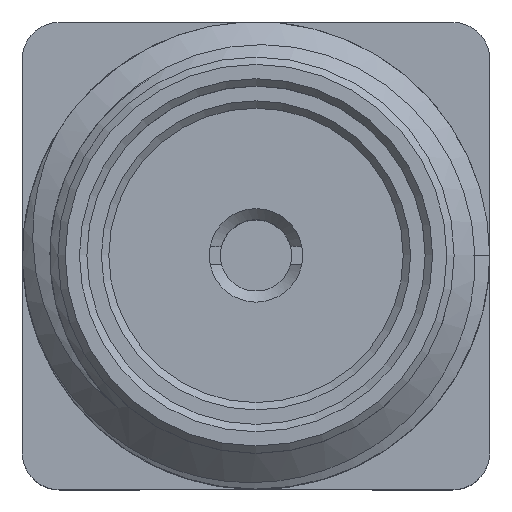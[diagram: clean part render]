
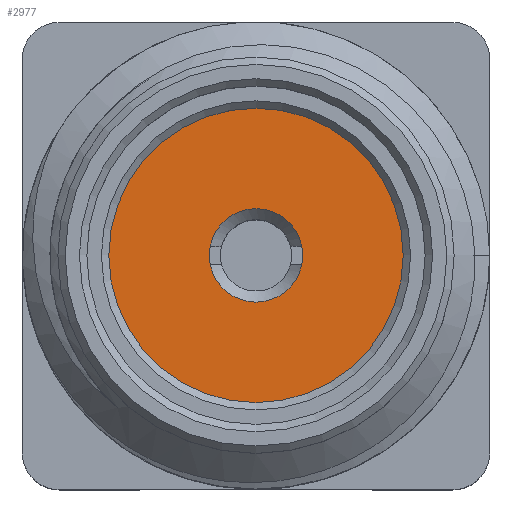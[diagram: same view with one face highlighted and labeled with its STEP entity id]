
A CAD part, top view. The second image highlights one B-rep face of the part: STEP entity #2977.
In plain terms, the highlighted planar face has unit normal (0, 0, 1).
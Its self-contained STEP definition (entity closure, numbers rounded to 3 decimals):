
#2957 = VERTEX_POINT('',#2958);
#2958 = CARTESIAN_POINT('',(2.,0.,7.218));
#2966 = EDGE_CURVE('',#2957,#2957,#2967,.T.);
#2967 = CIRCLE('',#2968,2.);
#2968 = AXIS2_PLACEMENT_3D('',#2969,#2970,#2971);
#2969 = CARTESIAN_POINT('',(0.,0.,7.218));
#2970 = DIRECTION('',(0.,0.,-1.));
#2971 = DIRECTION('',(1.,0.,0.));
#2977 = ADVANCED_FACE('',(#2978,#2981),#3028,.T.);
#2978 = FACE_BOUND('',#2979,.T.);
#2979 = EDGE_LOOP('',(#2980));
#2980 = ORIENTED_EDGE('',*,*,#2966,.F.);
#2981 = FACE_BOUND('',#2982,.T.);
#2982 = EDGE_LOOP('',(#2983,#2994,#3003,#3012,#3021));
#2983 = ORIENTED_EDGE('',*,*,#2984,.F.);
#2984 = EDGE_CURVE('',#2985,#2987,#2989,.T.);
#2985 = VERTEX_POINT('',#2986);
#2986 = CARTESIAN_POINT('',(0.635,0.,7.218));
#2987 = VERTEX_POINT('',#2988);
#2988 = CARTESIAN_POINT('',(0.623,0.125,7.218));
#2989 = CIRCLE('',#2990,0.635);
#2990 = AXIS2_PLACEMENT_3D('',#2991,#2992,#2993);
#2991 = CARTESIAN_POINT('',(0.,0.,7.218));
#2992 = DIRECTION('',(0.,0.,1.));
#2993 = DIRECTION('',(1.,0.,0.));
#2994 = ORIENTED_EDGE('',*,*,#2995,.F.);
#2995 = EDGE_CURVE('',#2996,#2985,#2998,.T.);
#2996 = VERTEX_POINT('',#2997);
#2997 = CARTESIAN_POINT('',(0.623,-0.125,7.218));
#2998 = CIRCLE('',#2999,0.635);
#2999 = AXIS2_PLACEMENT_3D('',#3000,#3001,#3002);
#3000 = CARTESIAN_POINT('',(0.,0.,7.218));
#3001 = DIRECTION('',(0.,0.,1.));
#3002 = DIRECTION('',(1.,0.,0.));
#3003 = ORIENTED_EDGE('',*,*,#3004,.T.);
#3004 = EDGE_CURVE('',#2996,#3005,#3007,.T.);
#3005 = VERTEX_POINT('',#3006);
#3006 = CARTESIAN_POINT('',(-0.623,-0.125,7.218));
#3007 = CIRCLE('',#3008,0.635);
#3008 = AXIS2_PLACEMENT_3D('',#3009,#3010,#3011);
#3009 = CARTESIAN_POINT('',(0.,0.,7.218));
#3010 = DIRECTION('',(0.,0.,-1.));
#3011 = DIRECTION('',(1.,0.,0.));
#3012 = ORIENTED_EDGE('',*,*,#3013,.F.);
#3013 = EDGE_CURVE('',#3014,#3005,#3016,.T.);
#3014 = VERTEX_POINT('',#3015);
#3015 = CARTESIAN_POINT('',(-0.623,0.125,7.218));
#3016 = CIRCLE('',#3017,0.635);
#3017 = AXIS2_PLACEMENT_3D('',#3018,#3019,#3020);
#3018 = CARTESIAN_POINT('',(0.,0.,7.218));
#3019 = DIRECTION('',(0.,0.,1.));
#3020 = DIRECTION('',(1.,0.,0.));
#3021 = ORIENTED_EDGE('',*,*,#3022,.T.);
#3022 = EDGE_CURVE('',#3014,#2987,#3023,.T.);
#3023 = CIRCLE('',#3024,0.635);
#3024 = AXIS2_PLACEMENT_3D('',#3025,#3026,#3027);
#3025 = CARTESIAN_POINT('',(0.,0.,7.218));
#3026 = DIRECTION('',(0.,0.,-1.));
#3027 = DIRECTION('',(1.,0.,0.));
#3028 = PLANE('',#3029);
#3029 = AXIS2_PLACEMENT_3D('',#3030,#3031,#3032);
#3030 = CARTESIAN_POINT('',(0.,0.,
    7.218));
#3031 = DIRECTION('',(0.,0.,1.));
#3032 = DIRECTION('',(1.,0.,0.));
